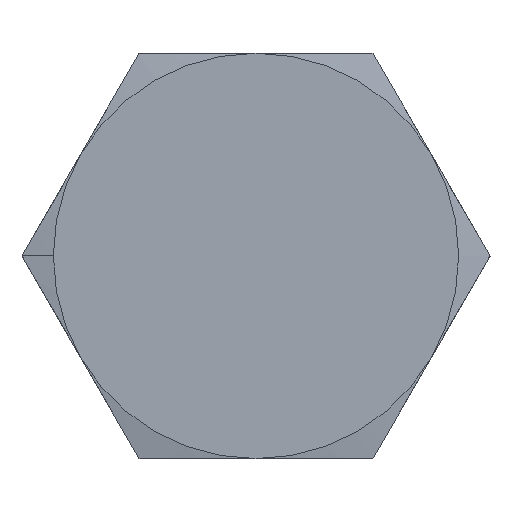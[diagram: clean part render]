
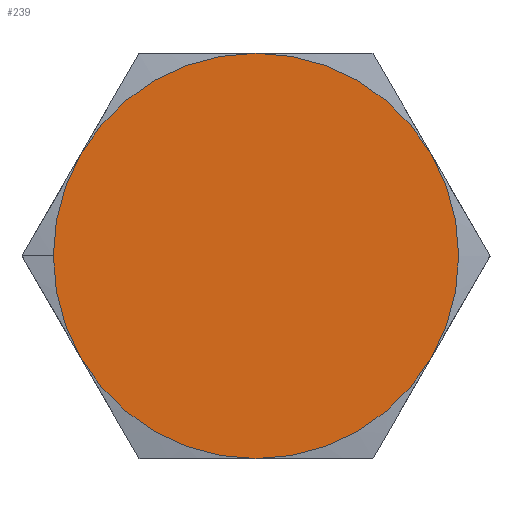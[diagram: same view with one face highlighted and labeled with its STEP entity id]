
A CAD part, top view. The second image highlights one B-rep face of the part: STEP entity #239.
In plain terms, the highlighted planar face has unit normal (0, 0, 1).
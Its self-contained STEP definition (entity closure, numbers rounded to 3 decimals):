
#41 = VERTEX_POINT ( 'NONE', #155 ) ;
#43 = EDGE_CURVE ( 'NONE', #44, #41, #154, .T. ) ;
#44 = VERTEX_POINT ( 'NONE', #149 ) ;
#88 = VERTEX_POINT ( 'NONE', #407 ) ;
#149 = CARTESIAN_POINT ( 'NONE',  ( -28.146, -16.25, 19. ) ) ;
#150 = DIRECTION ( 'NONE',  ( -1., 0., 0. ) ) ;
#151 = DIRECTION ( 'NONE',  ( 0., 0., -1. ) ) ;
#152 = CARTESIAN_POINT ( 'NONE',  ( 0., 0., 19. ) ) ;
#153 = AXIS2_PLACEMENT_3D ( 'NONE', #152, #151, #150 ) ;
#154 = CIRCLE ( 'NONE', #153, 32.5 ) ;
#155 = CARTESIAN_POINT ( 'NONE',  ( -32.5, 0., 19. ) ) ;
#178 = VERTEX_POINT ( 'NONE', #542 ) ;
#184 = EDGE_CURVE ( 'NONE', #403, #88, #622, .T. ) ;
#209 = VERTEX_POINT ( 'NONE', #737 ) ;
#219 = ORIENTED_EDGE ( 'NONE', *, *, #302, .F. ) ;
#220 = ORIENTED_EDGE ( 'NONE', *, *, #307, .T. ) ;
#236 = EDGE_CURVE ( 'NONE', #209, #387, #758, .T. ) ;
#239 = ADVANCED_FACE ( 'NONE', ( #749 ), #748, .F. ) ;
#240 = EDGE_LOOP ( 'NONE', ( #241, #242, #243, #244, #245, #219, #220 ) ) ;
#241 = ORIENTED_EDGE ( 'NONE', *, *, #236, .F. ) ;
#242 = ORIENTED_EDGE ( 'NONE', *, *, #300, .F. ) ;
#243 = ORIENTED_EDGE ( 'NONE', *, *, #43, .F. ) ;
#244 = ORIENTED_EDGE ( 'NONE', *, *, #380, .F. ) ;
#245 = ORIENTED_EDGE ( 'NONE', *, *, #184, .F. ) ;
#300 = EDGE_CURVE ( 'NONE', #41, #209, #775, .T. ) ;
#302 = EDGE_CURVE ( 'NONE', #178, #403, #769, .T. ) ;
#307 = EDGE_CURVE ( 'NONE', #178, #387, #708, .T. ) ;
#380 = EDGE_CURVE ( 'NONE', #88, #44, #723, .T. ) ;
#387 = VERTEX_POINT ( 'NONE', #798 ) ;
#403 = VERTEX_POINT ( 'NONE', #813 ) ;
#407 = CARTESIAN_POINT ( 'NONE',  ( 0., -32.5, 19. ) ) ;
#542 = CARTESIAN_POINT ( 'NONE',  ( 28.146, 16.25, 19. ) ) ;
#618 = DIRECTION ( 'NONE',  ( -1., 0., 0. ) ) ;
#619 = DIRECTION ( 'NONE',  ( 0., 0., -1. ) ) ;
#620 = CARTESIAN_POINT ( 'NONE',  ( 0., 0., 19. ) ) ;
#621 = AXIS2_PLACEMENT_3D ( 'NONE', #620, #619, #618 ) ;
#622 = CIRCLE ( 'NONE', #621, 32.5 ) ;
#700 = DIRECTION ( 'NONE',  ( 1., 0., 0. ) ) ;
#701 = DIRECTION ( 'NONE',  ( 0., 0., 1. ) ) ;
#702 = CARTESIAN_POINT ( 'NONE',  ( 0., 0., 19. ) ) ;
#703 = AXIS2_PLACEMENT_3D ( 'NONE', #702, #701, #700 ) ;
#708 = CIRCLE ( 'NONE', #703, 32.5 ) ;
#710 = DIRECTION ( 'NONE',  ( -1., 0., 0. ) ) ;
#715 = DIRECTION ( 'NONE',  ( -1., 0., 0. ) ) ;
#716 = DIRECTION ( 'NONE',  ( 0., 0., -1. ) ) ;
#717 = CARTESIAN_POINT ( 'NONE',  ( 0., 0., 19. ) ) ;
#718 = AXIS2_PLACEMENT_3D ( 'NONE', #717, #716, #715 ) ;
#723 = CIRCLE ( 'NONE', #718, 32.5 ) ;
#737 = CARTESIAN_POINT ( 'NONE',  ( -28.146, 16.25, 19. ) ) ;
#744 = DIRECTION ( 'NONE',  ( -1., 0., 0. ) ) ;
#745 = DIRECTION ( 'NONE',  ( 0., 0., -1. ) ) ;
#746 = AXIS2_PLACEMENT_3D ( 'NONE', #747, #745, #744 ) ;
#747 = CARTESIAN_POINT ( 'NONE',  ( 0., 37.528, 19. ) ) ;
#748 = PLANE ( 'NONE',  #746 ) ;
#749 = FACE_OUTER_BOUND ( 'NONE', #240, .T. ) ;
#750 = DIRECTION ( 'NONE',  ( -1., 0., 0. ) ) ;
#751 = DIRECTION ( 'NONE',  ( 0., 0., -1. ) ) ;
#752 = CARTESIAN_POINT ( 'NONE',  ( 0., 0., 19. ) ) ;
#753 = AXIS2_PLACEMENT_3D ( 'NONE', #752, #751, #750 ) ;
#758 = CIRCLE ( 'NONE', #753, 32.5 ) ;
#766 = DIRECTION ( 'NONE',  ( 0., 0., -1. ) ) ;
#767 = CARTESIAN_POINT ( 'NONE',  ( 0., 0., 19. ) ) ;
#768 = AXIS2_PLACEMENT_3D ( 'NONE', #767, #766, #710 ) ;
#769 = CIRCLE ( 'NONE', #768, 32.5 ) ;
#771 = DIRECTION ( 'NONE',  ( -1., 0., 0. ) ) ;
#772 = DIRECTION ( 'NONE',  ( 0., 0., -1. ) ) ;
#773 = CARTESIAN_POINT ( 'NONE',  ( 0., 0., 19. ) ) ;
#774 = AXIS2_PLACEMENT_3D ( 'NONE', #773, #772, #771 ) ;
#775 = CIRCLE ( 'NONE', #774, 32.5 ) ;
#798 = CARTESIAN_POINT ( 'NONE',  ( 0., 32.5, 19. ) ) ;
#813 = CARTESIAN_POINT ( 'NONE',  ( 28.146, -16.25, 19. ) ) ;
